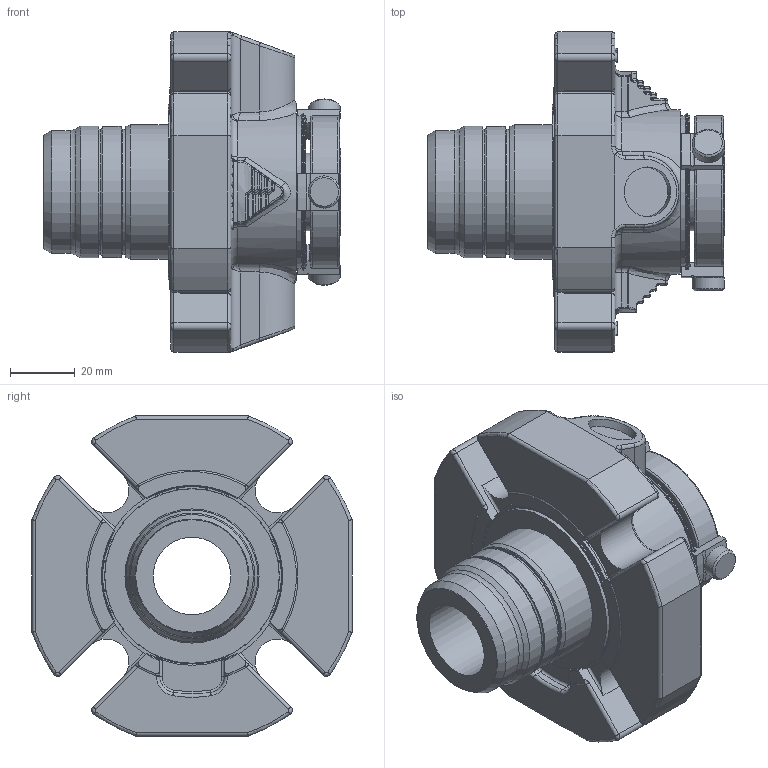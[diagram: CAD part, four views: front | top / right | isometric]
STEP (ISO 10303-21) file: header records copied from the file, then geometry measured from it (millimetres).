
FILE_DESCRIPTION(/* description */ ('Unknown'),/* implementation_level */ '2;1');
FILE_NAME(/* name */ '24mm - STEP',/* time_stamp */ '2023-01-27T16:06:16+00:00',/* author */ ('Unknown'),/* organization */ ('Unknown'),/* preprocessor_version */ 'ST-DEVELOPER v16.7',/* originating_system */ 'Solid Edge',/* authorisation */ 'Unknown');
FILE_SCHEMA (('AUTOMOTIVE_DESIGN {1 0 10303 214 3 1 1}'));
Length unit declared in the file: millimetre
Products named in the file (1): 24mm
Bounding box: 92 x 99.06 x 99.06 mm (x, y, z)
Volume: 227159 mm3; surface area: 47829.9 mm2
Topology: 1 solids, 1 shells, 809 faces, 2055 edges, 1244 vertices
Faces by surface type: cylinder 328, plane 224, torus 120, bspline 68, sphere 40, cone 29
Full cylindrical faces by diameter (mm): 3.118 x2, 10 x3, 15.342 x2, 24.003 x1, 24.105 x1, 26.975 x1, 38.075 x1, 38.735 x2, 40.615 x1, 40.818 x1, 41.504 x1, 47.168 x2, 48.692 x1, 51.156 x1, 54 x1, 54.102 x1, 54.508 x1
Entity records: 25077 total; most frequent: CARTESIAN_POINT 6070, DIRECTION 4088, ORIENTED_EDGE 3930, EDGE_CURVE 1965, AXIS2_PLACEMENT_3D 1629, VERTEX_POINT 1222, EDGE_LOOP 897, FACE_BOUND 897
